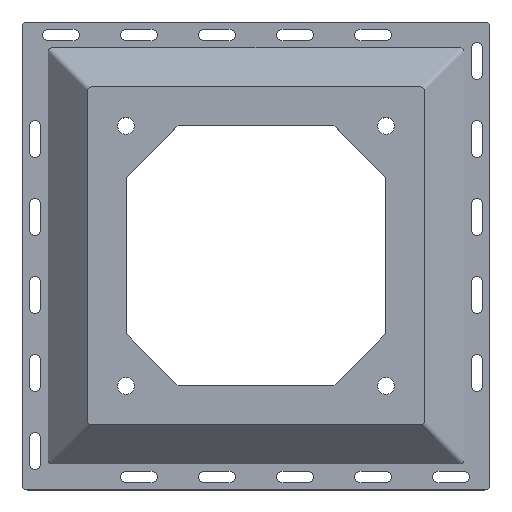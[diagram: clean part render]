
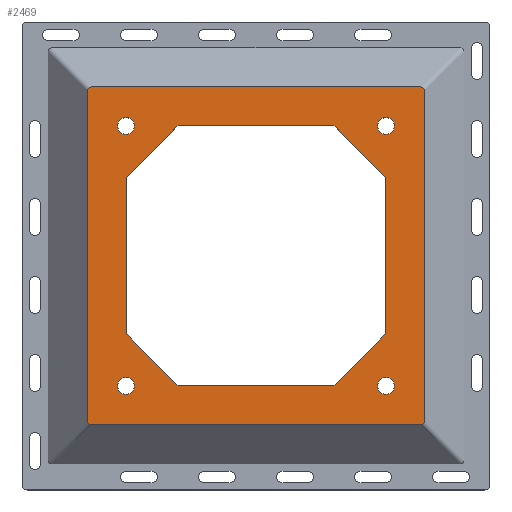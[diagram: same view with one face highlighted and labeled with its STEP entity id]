
A CAD part, top view. The second image highlights one B-rep face of the part: STEP entity #2469.
In plain terms, the highlighted planar face has unit normal (0, 0, 1).
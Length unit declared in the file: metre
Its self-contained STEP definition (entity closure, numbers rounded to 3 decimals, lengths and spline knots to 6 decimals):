
#28=CIRCLE('',#2606,0.00325);
#30=CIRCLE('',#2609,0.00325);
#32=CIRCLE('',#2612,0.00325);
#34=CIRCLE('',#2615,0.00325);
#80=CIRCLE('',#2663,0.002);
#81=CIRCLE('',#2664,0.002);
#82=CIRCLE('',#2665,0.002);
#83=CIRCLE('',#2666,0.002);
#316=ORIENTED_EDGE('',*,*,#942,.F.);
#317=ORIENTED_EDGE('',*,*,#940,.F.);
#318=ORIENTED_EDGE('',*,*,#938,.F.);
#319=ORIENTED_EDGE('',*,*,#936,.F.);
#320=ORIENTED_EDGE('',*,*,#915,.F.);
#321=ORIENTED_EDGE('',*,*,#918,.T.);
#322=ORIENTED_EDGE('',*,*,#921,.T.);
#323=ORIENTED_EDGE('',*,*,#924,.F.);
#324=ORIENTED_EDGE('',*,*,#927,.T.);
#325=ORIENTED_EDGE('',*,*,#930,.F.);
#326=ORIENTED_EDGE('',*,*,#933,.F.);
#327=ORIENTED_EDGE('',*,*,#935,.F.);
#328=ORIENTED_EDGE('',*,*,#1036,.T.);
#329=ORIENTED_EDGE('',*,*,#1037,.T.);
#330=ORIENTED_EDGE('',*,*,#1038,.F.);
#331=ORIENTED_EDGE('',*,*,#1039,.T.);
#332=ORIENTED_EDGE('',*,*,#1040,.F.);
#333=ORIENTED_EDGE('',*,*,#1041,.T.);
#334=ORIENTED_EDGE('',*,*,#1042,.T.);
#335=ORIENTED_EDGE('',*,*,#1043,.T.);
#915=EDGE_CURVE('',#1279,#1276,#1523,.T.);
#918=EDGE_CURVE('',#1279,#1281,#1526,.T.);
#921=EDGE_CURVE('',#1281,#1283,#1529,.T.);
#924=EDGE_CURVE('',#1285,#1283,#1532,.T.);
#927=EDGE_CURVE('',#1285,#1287,#1535,.T.);
#930=EDGE_CURVE('',#1289,#1287,#1538,.T.);
#933=EDGE_CURVE('',#1291,#1289,#1541,.T.);
#935=EDGE_CURVE('',#1276,#1291,#1543,.T.);
#936=EDGE_CURVE('',#1292,#1292,#28,.T.);
#938=EDGE_CURVE('',#1294,#1294,#30,.T.);
#940=EDGE_CURVE('',#1296,#1296,#32,.T.);
#942=EDGE_CURVE('',#1298,#1298,#34,.T.);
#1036=EDGE_CURVE('',#1392,#1393,#1592,.T.);
#1037=EDGE_CURVE('',#1393,#1394,#80,.T.);
#1038=EDGE_CURVE('',#1395,#1394,#1593,.T.);
#1039=EDGE_CURVE('',#1395,#1396,#81,.T.);
#1040=EDGE_CURVE('',#1397,#1396,#1594,.T.);
#1041=EDGE_CURVE('',#1397,#1398,#82,.T.);
#1042=EDGE_CURVE('',#1398,#1399,#1595,.T.);
#1043=EDGE_CURVE('',#1399,#1392,#83,.T.);
#1276=VERTEX_POINT('',#3582);
#1279=VERTEX_POINT('',#3587);
#1281=VERTEX_POINT('',#3593);
#1283=VERTEX_POINT('',#3599);
#1285=VERTEX_POINT('',#3605);
#1287=VERTEX_POINT('',#3611);
#1289=VERTEX_POINT('',#3617);
#1291=VERTEX_POINT('',#3623);
#1292=VERTEX_POINT('',#3630);
#1294=VERTEX_POINT('',#3635);
#1296=VERTEX_POINT('',#3640);
#1298=VERTEX_POINT('',#3645);
#1392=VERTEX_POINT('',#3835);
#1393=VERTEX_POINT('',#3836);
#1394=VERTEX_POINT('',#3838);
#1395=VERTEX_POINT('',#3840);
#1396=VERTEX_POINT('',#3842);
#1397=VERTEX_POINT('',#3844);
#1398=VERTEX_POINT('',#3846);
#1399=VERTEX_POINT('',#3848);
#1523=LINE('',#3588,#1771);
#1526=LINE('',#3594,#1774);
#1529=LINE('',#3600,#1777);
#1532=LINE('',#3606,#1780);
#1535=LINE('',#3612,#1783);
#1538=LINE('',#3618,#1786);
#1541=LINE('',#3624,#1789);
#1543=LINE('',#3627,#1791);
#1592=LINE('',#3834,#1840);
#1593=LINE('',#3839,#1841);
#1594=LINE('',#3843,#1842);
#1595=LINE('',#3847,#1843);
#1771=VECTOR('',#2848,1.);
#1774=VECTOR('',#2853,1.);
#1777=VECTOR('',#2858,1.);
#1780=VECTOR('',#2863,1.);
#1783=VECTOR('',#2868,1.);
#1786=VECTOR('',#2873,1.);
#1789=VECTOR('',#2878,1.);
#1791=VECTOR('',#2882,1.);
#1840=VECTOR('',#3047,1.);
#1841=VECTOR('',#3050,1.);
#1842=VECTOR('',#3053,1.);
#1843=VECTOR('',#3056,1.);
#2054=EDGE_LOOP('',(#316));
#2055=EDGE_LOOP('',(#317));
#2056=EDGE_LOOP('',(#318));
#2057=EDGE_LOOP('',(#319));
#2058=EDGE_LOOP('',(#320,#321,#322,#323,#324,#325,#326,#327));
#2059=EDGE_LOOP('',(#328,#329,#330,#331,#332,#333,#334,#335));
#2238=FACE_BOUND('',#2054,.T.);
#2239=FACE_BOUND('',#2055,.T.);
#2240=FACE_BOUND('',#2056,.T.);
#2241=FACE_BOUND('',#2057,.T.);
#2242=FACE_BOUND('',#2058,.T.);
#2243=FACE_BOUND('',#2059,.T.);
#2393=PLANE('',#2662);
#2469=ADVANCED_FACE('',(#2238,#2239,#2240,#2241,#2242,#2243),#2393,.T.);
#2606=AXIS2_PLACEMENT_3D('',#3629,#2885,#2886);
#2609=AXIS2_PLACEMENT_3D('',#3634,#2891,#2892);
#2612=AXIS2_PLACEMENT_3D('',#3639,#2897,#2898);
#2615=AXIS2_PLACEMENT_3D('',#3644,#2903,#2904);
#2662=AXIS2_PLACEMENT_3D('',#3833,#3045,#3046);
#2663=AXIS2_PLACEMENT_3D('',#3837,#3048,#3049);
#2664=AXIS2_PLACEMENT_3D('',#3841,#3051,#3052);
#2665=AXIS2_PLACEMENT_3D('',#3845,#3054,#3055);
#2666=AXIS2_PLACEMENT_3D('',#3849,#3057,#3058);
#2848=DIRECTION('',(-1.,0.,0.));
#2853=DIRECTION('',(0.707,-0.707,0.));
#2858=DIRECTION('',(0.,-1.,0.));
#2863=DIRECTION('',(0.707,0.707,0.));
#2868=DIRECTION('',(-1.,0.,0.));
#2873=DIRECTION('',(0.707,-0.707,0.));
#2878=DIRECTION('',(0.,-1.,0.));
#2882=DIRECTION('',(-0.707,-0.707,0.));
#2885=DIRECTION('',(0.,0.,1.));
#2886=DIRECTION('',(1.,0.,0.));
#2891=DIRECTION('',(0.,0.,1.));
#2892=DIRECTION('',(1.,0.,0.));
#2897=DIRECTION('',(0.,0.,1.));
#2898=DIRECTION('',(1.,0.,0.));
#2903=DIRECTION('',(0.,0.,1.));
#2904=DIRECTION('',(1.,0.,0.));
#3045=DIRECTION('',(0.,0.,1.));
#3046=DIRECTION('',(1.,0.,0.));
#3047=DIRECTION('',(1.,0.,0.));
#3048=DIRECTION('',(0.,0.,1.));
#3049=DIRECTION('',(1.,0.,0.));
#3050=DIRECTION('',(0.,-1.,0.));
#3051=DIRECTION('',(0.,0.,1.));
#3052=DIRECTION('',(1.,0.,0.));
#3053=DIRECTION('',(1.,0.,0.));
#3054=DIRECTION('',(0.,0.,1.));
#3055=DIRECTION('',(1.,0.,0.));
#3056=DIRECTION('',(0.,-1.,0.));
#3057=DIRECTION('',(0.,0.,1.));
#3058=DIRECTION('',(1.,0.,0.));
#3582=CARTESIAN_POINT('',(-0.03,0.05,0.025));
#3587=CARTESIAN_POINT('',(0.03,0.05,0.025));
#3588=CARTESIAN_POINT('',(0.,0.05,0.025));
#3593=CARTESIAN_POINT('',(0.05,0.03,0.025));
#3594=CARTESIAN_POINT('',(0.04,0.04,0.025));
#3599=CARTESIAN_POINT('',(0.05,-0.03,0.025));
#3600=CARTESIAN_POINT('',(0.05,0.,0.025));
#3605=CARTESIAN_POINT('',(0.03,-0.05,0.025));
#3606=CARTESIAN_POINT('',(0.04,-0.04,0.025));
#3611=CARTESIAN_POINT('',(-0.03,-0.05,0.025));
#3612=CARTESIAN_POINT('',(0.,-0.05,0.025));
#3617=CARTESIAN_POINT('',(-0.05,-0.03,0.025));
#3618=CARTESIAN_POINT('',(-0.04,-0.04,0.025));
#3623=CARTESIAN_POINT('',(-0.05,0.03,0.025));
#3624=CARTESIAN_POINT('',(-0.05,0.,0.025));
#3627=CARTESIAN_POINT('',(-0.04,0.04,0.025));
#3629=CARTESIAN_POINT('',(0.05,0.05,0.025));
#3630=CARTESIAN_POINT('',(0.05325,0.05,0.025));
#3634=CARTESIAN_POINT('',(0.05,-0.05,0.025));
#3635=CARTESIAN_POINT('',(0.05325,-0.05,0.025));
#3639=CARTESIAN_POINT('',(-0.05,-0.05,0.025));
#3640=CARTESIAN_POINT('',(-0.04675,-0.05,0.025));
#3644=CARTESIAN_POINT('',(-0.05,0.05,0.025));
#3645=CARTESIAN_POINT('',(-0.04675,0.05,0.025));
#3833=CARTESIAN_POINT('',(0.,0.,0.025));
#3834=CARTESIAN_POINT('',(-0.165793,-0.065,0.025));
#3835=CARTESIAN_POINT('',(-0.063,-0.065,0.025));
#3836=CARTESIAN_POINT('',(0.063,-0.065,0.025));
#3837=CARTESIAN_POINT('',(0.063,-0.063,0.025));
#3838=CARTESIAN_POINT('',(0.065,-0.063,0.025));
#3839=CARTESIAN_POINT('',(0.065,0.190793,0.025));
#3840=CARTESIAN_POINT('',(0.065,0.063,0.025));
#3841=CARTESIAN_POINT('',(0.063,0.063,0.025));
#3842=CARTESIAN_POINT('',(0.063,0.065,0.025));
#3843=CARTESIAN_POINT('',(-0.165793,0.065,0.025));
#3844=CARTESIAN_POINT('',(-0.063,0.065,0.025));
#3845=CARTESIAN_POINT('',(-0.063,0.063,0.025));
#3846=CARTESIAN_POINT('',(-0.065,0.063,0.025));
#3847=CARTESIAN_POINT('',(-0.065,0.190793,0.025));
#3848=CARTESIAN_POINT('',(-0.065,-0.063,0.025));
#3849=CARTESIAN_POINT('',(-0.063,-0.063,0.025));
